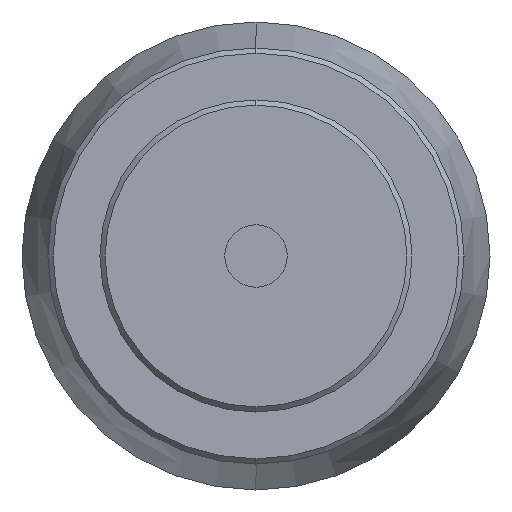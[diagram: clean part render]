
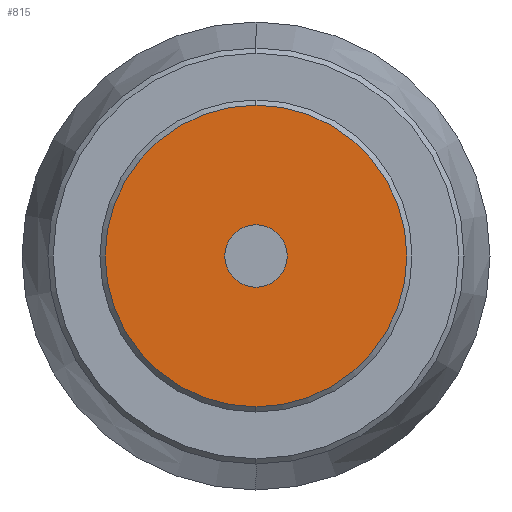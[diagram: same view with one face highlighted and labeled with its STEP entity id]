
A CAD part, left-side view. The second image highlights one B-rep face of the part: STEP entity #815.
In plain terms, the highlighted planar face has unit normal (-1, 0, 0).
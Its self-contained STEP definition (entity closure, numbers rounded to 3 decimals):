
#1 = CARTESIAN_POINT ( 'NONE',  ( -69.14, 0., 0. ) ) ;
#5 = CARTESIAN_POINT ( 'NONE',  ( -69.14, 0., 3. ) ) ;
#10 = DIRECTION ( 'NONE',  ( 0., 0., 1. ) ) ;
#15 = ORIENTED_EDGE ( 'NONE', *, *, #366, .T. ) ;
#26 = DIRECTION ( 'NONE',  ( -1., 0., 0. ) ) ;
#95 = CARTESIAN_POINT ( 'NONE',  ( -69.14, 0., 14.5 ) ) ;
#108 = FACE_OUTER_BOUND ( 'NONE', #132, .T. ) ;
#132 = EDGE_LOOP ( 'NONE', ( #15, #1023 ) ) ;
#146 = CARTESIAN_POINT ( 'NONE',  ( -69.14, 0., -3. ) ) ;
#233 = CARTESIAN_POINT ( 'NONE',  ( -69.14, 0., 0. ) ) ;
#283 = CIRCLE ( 'NONE', #463, 14.5 ) ;
#293 = PLANE ( 'NONE',  #1250 ) ;
#304 = CARTESIAN_POINT ( 'NONE',  ( -69.14, 0., -14.5 ) ) ;
#366 = EDGE_CURVE ( 'NONE', #783, #391, #283, .T. ) ;
#391 = VERTEX_POINT ( 'NONE', #95 ) ;
#410 = AXIS2_PLACEMENT_3D ( 'NONE', #1142, #602, #983 ) ;
#413 = AXIS2_PLACEMENT_3D ( 'NONE', #233, #1104, #804 ) ;
#430 = ORIENTED_EDGE ( 'NONE', *, *, #434, .F. ) ;
#434 = EDGE_CURVE ( 'NONE', #830, #1017, #988, .T. ) ;
#463 = AXIS2_PLACEMENT_3D ( 'NONE', #1, #26, #576 ) ;
#492 = DIRECTION ( 'NONE',  ( -1., 0., 0. ) ) ;
#576 = DIRECTION ( 'NONE',  ( 0., 0., 1. ) ) ;
#588 = DIRECTION ( 'NONE',  ( 0., 0., 1. ) ) ;
#591 = CARTESIAN_POINT ( 'NONE',  ( -69.14, 0., 0. ) ) ;
#602 = DIRECTION ( 'NONE',  ( -1., 0., 0. ) ) ;
#637 = CIRCLE ( 'NONE', #998, 14.5 ) ;
#668 = FACE_BOUND ( 'NONE', #837, .T. ) ;
#684 = CARTESIAN_POINT ( 'NONE',  ( -69.14, 0., 0. ) ) ;
#738 = CIRCLE ( 'NONE', #413, 3. ) ;
#767 = DIRECTION ( 'NONE',  ( -1., 0., 0. ) ) ;
#783 = VERTEX_POINT ( 'NONE', #304 ) ;
#804 = DIRECTION ( 'NONE',  ( 0., 0., 1. ) ) ;
#815 = ADVANCED_FACE ( 'NONE', ( #108, #668 ), #293, .T. ) ;
#830 = VERTEX_POINT ( 'NONE', #5 ) ;
#837 = EDGE_LOOP ( 'NONE', ( #430, #928 ) ) ;
#872 = EDGE_CURVE ( 'NONE', #1017, #830, #738, .T. ) ;
#928 = ORIENTED_EDGE ( 'NONE', *, *, #872, .F. ) ;
#983 = DIRECTION ( 'NONE',  ( 0., 0., 1. ) ) ;
#988 = CIRCLE ( 'NONE', #410, 3. ) ;
#998 = AXIS2_PLACEMENT_3D ( 'NONE', #684, #767, #588 ) ;
#1017 = VERTEX_POINT ( 'NONE', #146 ) ;
#1023 = ORIENTED_EDGE ( 'NONE', *, *, #1081, .T. ) ;
#1081 = EDGE_CURVE ( 'NONE', #391, #783, #637, .T. ) ;
#1104 = DIRECTION ( 'NONE',  ( -1., 0., 0. ) ) ;
#1142 = CARTESIAN_POINT ( 'NONE',  ( -69.14, 0., 0. ) ) ;
#1250 = AXIS2_PLACEMENT_3D ( 'NONE', #591, #492, #10 ) ;
